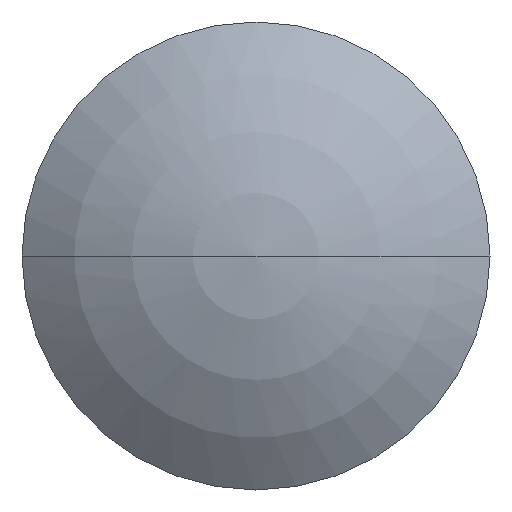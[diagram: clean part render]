
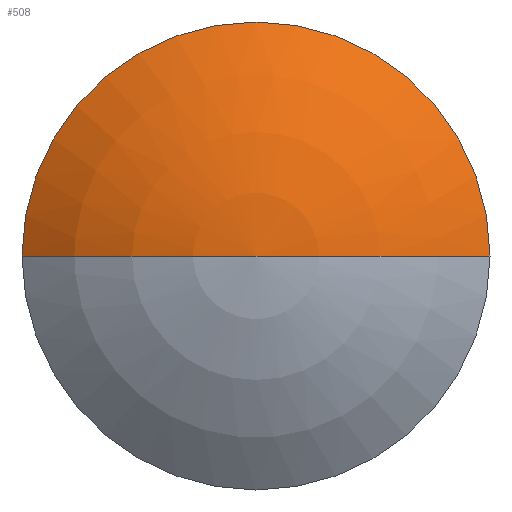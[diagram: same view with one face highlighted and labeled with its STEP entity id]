
A CAD part, left-side view. The second image highlights one B-rep face of the part: STEP entity #508.
In plain terms, the highlighted spherical face has radius 16 mm.
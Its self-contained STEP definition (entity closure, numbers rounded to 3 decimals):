
#198=CARTESIAN_POINT('',(-13.5,0.,0.));
#199=DIRECTION('',(0.,0.,1.));
#200=DIRECTION('',(-0.781,0.625,0.));
#201=AXIS2_PLACEMENT_3D('',#198,#199,#200);
#203=CARTESIAN_POINT('',(-25.99,0.,0.));
#204=DIRECTION('',(1.,0.,0.));
#205=DIRECTION('',(0.,1.,0.));
#206=AXIS2_PLACEMENT_3D('',#203,#204,#205);
#208=CARTESIAN_POINT('',(-13.5,0.,0.));
#209=DIRECTION('',(0.,0.,-1.));
#210=DIRECTION('',(-0.781,-0.625,0.));
#211=AXIS2_PLACEMENT_3D('',#208,#209,#210);
#219=CARTESIAN_POINT('',(-25.99,10.,0.));
#221=VERTEX_POINT('',#219);
#222=CARTESIAN_POINT('',(-29.5,0.,0.));
#223=VERTEX_POINT('',#222);
#225=CARTESIAN_POINT('',(-25.99,-10.,0.));
#227=VERTEX_POINT('',#225);
#496=CARTESIAN_POINT('',(-13.5,0.,0.));
#497=DIRECTION('',(-1.,0.,0.));
#498=DIRECTION('',(0.,1.,0.));
#499=AXIS2_PLACEMENT_3D('',#496,#497,#498);
#500=SPHERICAL_SURFACE('',#499,16.);
#502=ORIENTED_EDGE('',*,*,#501,.F.);
#503=ORIENTED_EDGE('',*,*,#491,.T.);
#505=ORIENTED_EDGE('',*,*,#504,.T.);
#506=EDGE_LOOP('',(#502,#503,#505));
#507=FACE_OUTER_BOUND('',#506,.F.);
#508=ADVANCED_FACE('',(#507),#500,.T.);
#202=CIRCLE('',#201,16.);
#207=CIRCLE('',#206,10.);
#212=CIRCLE('',#211,16.);
#491=EDGE_CURVE('',#221,#227,#207,.T.);
#501=EDGE_CURVE('',#221,#223,#202,.T.);
#504=EDGE_CURVE('',#227,#223,#212,.T.);
